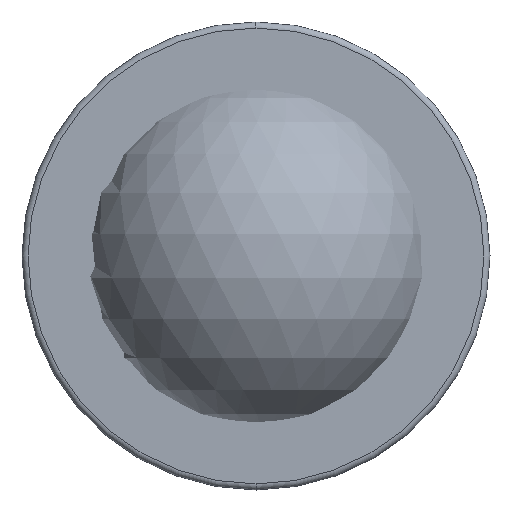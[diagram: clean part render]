
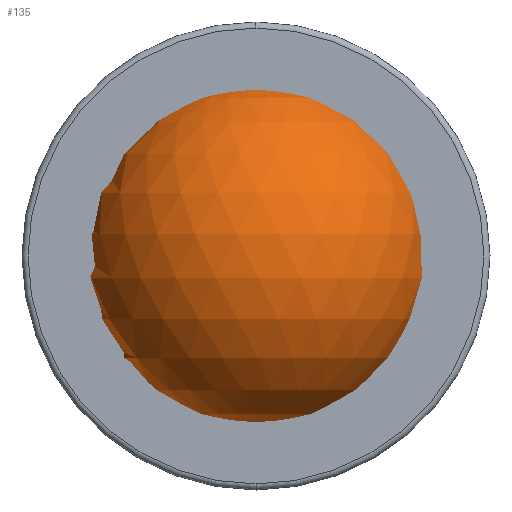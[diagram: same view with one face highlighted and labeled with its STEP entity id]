
A CAD part, left-side view. The second image highlights one B-rep face of the part: STEP entity #135.
In plain terms, the highlighted spherical face has radius 32.48 mm.
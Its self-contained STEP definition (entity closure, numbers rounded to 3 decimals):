
#135=ADVANCED_FACE('',(#264),#265,.T.);
#264=FACE_OUTER_BOUND('',#508,.T.);
#265=SPHERICAL_SURFACE('',#509,32.48);
#508=EDGE_LOOP('',(#895,#896,#897,#898,#899,#900,#901,#902));
#509=AXIS2_PLACEMENT_3D('',#903,#904,#905);
#895=ORIENTED_EDGE('',*,*,#1186,.T.);
#896=ORIENTED_EDGE('',*,*,#1192,.T.);
#897=ORIENTED_EDGE('',*,*,#1239,.T.);
#898=ORIENTED_EDGE('',*,*,#1185,.T.);
#899=ORIENTED_EDGE('',*,*,#1190,.T.);
#900=ORIENTED_EDGE('',*,*,#1189,.T.);
#901=ORIENTED_EDGE('',*,*,#1194,.F.);
#902=ORIENTED_EDGE('',*,*,#1238,.F.);
#903=CARTESIAN_POINT('',(11.5,0.0,0.0));
#904=DIRECTION('',(0.0,0.0,1.0));
#905=DIRECTION('',(1.0,0.0,0.0));
#1185=EDGE_CURVE('',#1442,#1447,#1449,.T.);
#1186=EDGE_CURVE('',#1450,#1451,#1452,.T.);
#1189=EDGE_CURVE('',#1457,#1455,#1458,.T.);
#1190=EDGE_CURVE('',#1447,#1457,#1459,.T.);
#1192=EDGE_CURVE('',#1451,#1460,#1462,.T.);
#1194=EDGE_CURVE('',#1463,#1455,#1466,.T.);
#1238=EDGE_CURVE('',#1450,#1463,#1534,.T.);
#1239=EDGE_CURVE('',#1460,#1442,#1535,.T.);
#1442=VERTEX_POINT('',#1808);
#1447=VERTEX_POINT('',#1815);
#1449=CIRCLE('',#1817,32.156);
#1450=VERTEX_POINT('',#1818);
#1451=VERTEX_POINT('',#1819);
#1452=CIRCLE('',#1820,32.48);
#1455=VERTEX_POINT('',#1823);
#1457=VERTEX_POINT('',#1825);
#1458=CIRCLE('',#1826,32.48);
#1459=CIRCLE('',#1827,32.48);
#1460=VERTEX_POINT('',#1828);
#1462=CIRCLE('',#1830,32.48);
#1463=VERTEX_POINT('',#1831);
#1466=CIRCLE('',#1835,32.156);
#1534=CIRCLE('',#1916,32.156);
#1535=CIRCLE('',#1917,32.156);
#1808=CARTESIAN_POINT('',(6.925,32.156,0.0));
#1815=CARTESIAN_POINT('',(6.925,0.,32.156));
#1817=AXIS2_PLACEMENT_3D('',#2113,#2114,#2115);
#1818=CARTESIAN_POINT('',(16.075,0.,-32.156));
#1819=CARTESIAN_POINT('',(11.5,0.0,-32.48));
#1820=AXIS2_PLACEMENT_3D('',#2116,#2117,#2118);
#1823=CARTESIAN_POINT('',(16.075,0.,32.156));
#1825=CARTESIAN_POINT('',(11.5,0.0,32.48));
#1826=AXIS2_PLACEMENT_3D('',#2125,#2126,#2127);
#1827=AXIS2_PLACEMENT_3D('',#2128,#2129,#2130);
#1828=CARTESIAN_POINT('',(6.925,0.,-32.156));
#1830=AXIS2_PLACEMENT_3D('',#2134,#2135,#2136);
#1831=CARTESIAN_POINT('',(16.075,32.156,0.0));
#1835=AXIS2_PLACEMENT_3D('',#2138,#2139,#2140);
#1916=AXIS2_PLACEMENT_3D('',#2244,#2245,#2246);
#1917=AXIS2_PLACEMENT_3D('',#2247,#2248,#2249);
#2113=CARTESIAN_POINT('',(6.925,0.0,0.0));
#2114=DIRECTION('',(1.0,0.0,0.0));
#2115=DIRECTION('',(0.0,1.0,0.0));
#2116=CARTESIAN_POINT('',(11.5,0.0,0.0));
#2117=DIRECTION('',(0.,1.0,0.0));
#2118=DIRECTION('',(0.0,-0.0,-1.0));
#2125=CARTESIAN_POINT('',(11.5,0.0,0.0));
#2126=DIRECTION('',(0.,1.0,0.0));
#2127=DIRECTION('',(0.0,-0.0,-1.0));
#2128=CARTESIAN_POINT('',(11.5,0.0,0.0));
#2129=DIRECTION('',(0.,1.0,0.0));
#2130=DIRECTION('',(0.0,-0.0,-1.0));
#2134=CARTESIAN_POINT('',(11.5,0.0,0.0));
#2135=DIRECTION('',(0.,1.0,0.0));
#2136=DIRECTION('',(0.0,-0.0,-1.0));
#2138=CARTESIAN_POINT('',(16.075,0.0,0.0));
#2139=DIRECTION('',(1.0,0.0,0.0));
#2140=DIRECTION('',(0.0,1.0,0.0));
#2244=CARTESIAN_POINT('',(16.075,0.0,0.0));
#2245=DIRECTION('',(1.0,0.0,0.0));
#2246=DIRECTION('',(0.0,1.0,0.0));
#2247=CARTESIAN_POINT('',(6.925,0.0,0.0));
#2248=DIRECTION('',(1.0,0.0,0.0));
#2249=DIRECTION('',(0.0,1.0,0.0));
